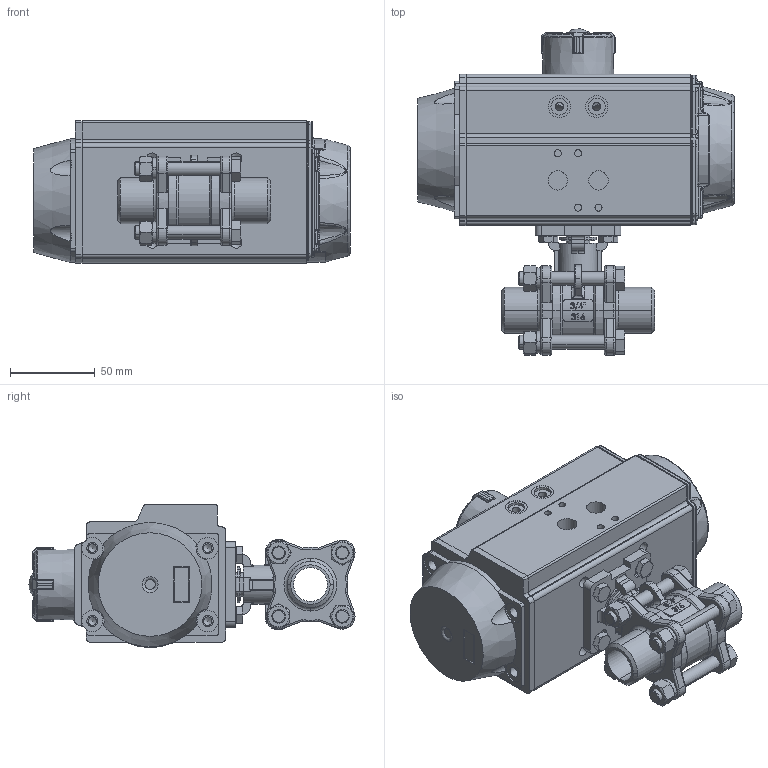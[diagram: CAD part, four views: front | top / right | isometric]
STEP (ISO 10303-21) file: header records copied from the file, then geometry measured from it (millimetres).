
FILE_DESCRIPTION(/* description */ ('Unknown'),/* implementation_level */ '2;1');
FILE_NAME(/* name */ 'PE02 9337-05',/* time_stamp */ '2025-02-04T11:49:57+01:00',/* author */ ('Unknown'),/* organization */ ('Unknown'),/* preprocessor_version */ 'ST-DEVELOPER v19.4',/* originating_system */ 'Solid Edge',/* authorisation */ 'Unknown');
FILE_SCHEMA (('AUTOMOTIVE_DESIGN {1 0 10303 214 3 1 1}'));
Products named in the file (24): PE029337-05; 9337-05_oa_0; MV-83H-FZ-DN20; Spring lock washers--Normal type GB_GB_FASTENER_WASHER_SW 8; MV-83H-LZ-DN20; MV-83HB-G-DN20; MV-83H-DD-DN20; Hexagon nuts grade C GB_GB_FASTENER_NUT_SNC1 M8-N; MV-83H-T(J)-DN20; MV-83H-M-DN20; MV-83H-LM-DN20; MV-83H-FS-DN20; MV-83H-Z-DN20; PD03_PE02; vt65-2016-06-25; Optische Anzeige; ______; ________(___________; cup head nib bolts with large head gb_GB_FASTENER_BOLT_CHNBW M6X25-N; ____65______ ______; VT65_____________MIR; zhou65; VTE65____; DIN 933 M6x18 A2-70 BLK_EDST
Assembly tree (41 placements, depth 4):
  PE029337-05
    9337-05_oa_0
      MV-83H-FZ-DN20
      Spring lock washers--Normal type GB_GB_FASTENER_WASHER_SW 8  x4
      MV-83H-LZ-DN20  x4
      MV-83HB-G-DN20  x2
      MV-83H-DD-DN20
      Hexagon nuts grade C GB_GB_FASTENER_NUT_SNC1 M8-N  x4
      MV-83H-T(J)-DN20
      MV-83H-M-DN20  x2
      MV-83H-LM-DN20
      MV-83H-FS-DN20
      MV-83H-Z-DN20
    PD03_PE02
      vt65-2016-06-25
      Optische Anzeige
        ______
        ________(___________  x4
        cup head nib bolts with large head gb_GB_FASTENER_BOLT_CHNBW M6X25-N
      ____65______ ______  x2
      VT65_____________MIR
      zhou65
      VTE65____
    DIN 933 M6x18 A2-70 BLK_EDST  x4
Bounding box: 186.5 x 192.05 x 83.89 mm (x, y, z)
Volume: 784134.6 mm3; surface area: 266879.9 mm2
Topology: 38 solids, 38 shells, 3085 faces, 7700 edges, 4780 vertices
Faces by surface type: cylinder 1003, plane 987, bspline 468, torus 361, cone 231, sphere 35
Full cylindrical faces by diameter (mm): 3 x16, 3.3 x8, 4.134 x8, 4.66 x1, 4.917 x15, 5 x1, 6 x5, 6.2 x1, 6.5 x4, 6.647 x4, 10 x12, 11 x1, 11.4 x1, 11.445 x2, 12 x1, 12.5 x2, 12.9 x1, 13 x2, 14 x5, 15 x1, 16.2 x18, 17 x2, 20 x2, 22.5 x1, 24.2 x1, 24.4 x1, 28 x4, 38.5 x1, 56 x2, 58.5 x2
Entity records: 98020 total; most frequent: CARTESIAN_POINT 47220, ORIENTED_EDGE 10916, DIRECTION 9321, EDGE_CURVE 5458, AXIS2_PLACEMENT_3D 3680, VERTEX_POINT 3576, FACE_BOUND 2722, EDGE_LOOP 2702
